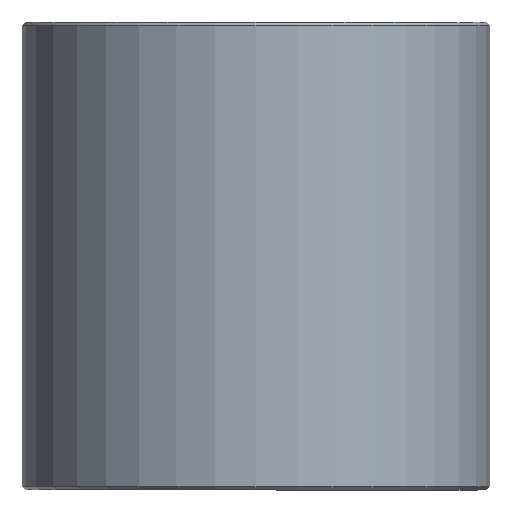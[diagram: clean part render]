
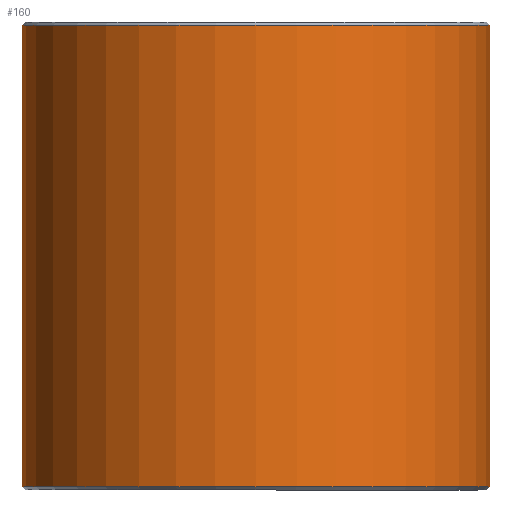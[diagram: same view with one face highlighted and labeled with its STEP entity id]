
A CAD part, front view. The second image highlights one B-rep face of the part: STEP entity #160.
In plain terms, the highlighted cylindrical face has radius 70 mm (diameter 140 mm), a full revolution.
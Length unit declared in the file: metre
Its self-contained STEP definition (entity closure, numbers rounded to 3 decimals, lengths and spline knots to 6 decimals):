
#160=ADVANCED_FACE('',(#186,#187),#188,.T.);
#186=FACE_OUTER_BOUND('',#3270,.T.);
#187=FACE_OUTER_BOUND('',#3271,.T.);
#188=CYLINDRICAL_SURFACE('',#3272,0.07);
#3270=EDGE_LOOP('',(#6379));
#3271=EDGE_LOOP('',(#6380));
#3272=AXIS2_PLACEMENT_3D('',#6381,#6382,#6383);
#6379=ORIENTED_EDGE('',*,*,#6424,.T.);
#6380=ORIENTED_EDGE('',*,*,#6425,.F.);
#6381=CARTESIAN_POINT('',(0.0,0.0,0.));
#6382=DIRECTION('',(0.0,0.,-1.0));
#6383=DIRECTION('',(0.0,1.0,0.));
#6424=EDGE_CURVE('',#6456,#6456,#6457,.T.);
#6425=EDGE_CURVE('',#6458,#6458,#6459,.T.);
#6456=VERTEX_POINT('',#6720);
#6457=CIRCLE('',#6721,0.07);
#6458=VERTEX_POINT('',#6722);
#6459=CIRCLE('',#6723,0.07);
#6720=CARTESIAN_POINT('',(0.0,0.07,0.139));
#6721=AXIS2_PLACEMENT_3D('',#6756,#6757,#6758);
#6722=CARTESIAN_POINT('',(0.0,0.07,0.001));
#6723=AXIS2_PLACEMENT_3D('',#6759,#6760,#6761);
#6756=CARTESIAN_POINT('',(0.0,0.,0.139));
#6757=DIRECTION('',(0.0,0.,-1.0));
#6758=DIRECTION('',(0.0,1.0,0.));
#6759=CARTESIAN_POINT('',(0.0,0.0,0.001));
#6760=DIRECTION('',(0.0,0.,-1.0));
#6761=DIRECTION('',(0.0,1.0,0.));
